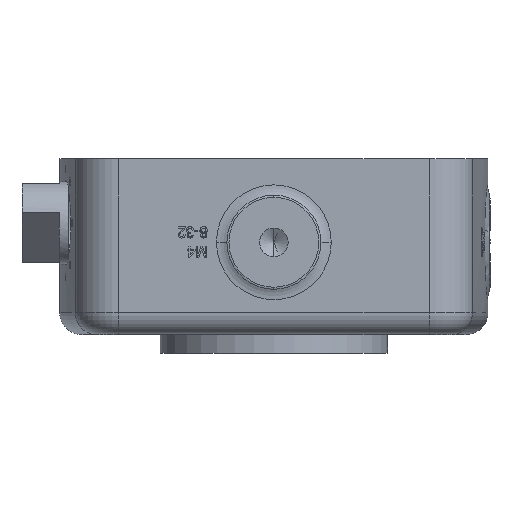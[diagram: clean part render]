
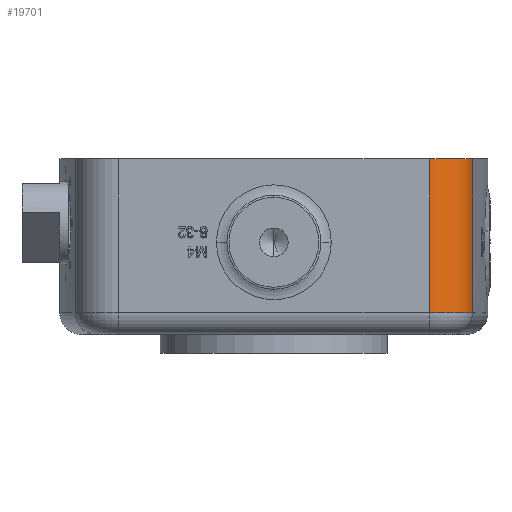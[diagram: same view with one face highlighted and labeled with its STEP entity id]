
A CAD part, front view. The second image highlights one B-rep face of the part: STEP entity #19701.
In plain terms, the highlighted cylindrical face has radius 5.08 mm (diameter 10.16 mm), a partial arc.
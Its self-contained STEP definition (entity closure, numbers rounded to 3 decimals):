
#803 = LINE ( 'NONE', #53533, #91455 ) ;
#7656 = AXIS2_PLACEMENT_3D ( 'NONE', #62027, #106510, #26998 ) ;
#13901 = EDGE_CURVE ( 'NONE', #75617, #76092, #19314, .T. ) ;
#13995 = DIRECTION ( 'NONE',  ( 0., 0., 1. ) ) ;
#17858 = CARTESIAN_POINT ( 'NONE',  ( 22.984, -20.275, -17.45 ) ) ;
#18902 = CARTESIAN_POINT ( 'NONE',  ( 17.955, -24.638, -17.45 ) ) ;
#19314 = CIRCLE ( 'NONE', #85290, 5.08 ) ;
#19617 = CARTESIAN_POINT ( 'NONE',  ( 22.984, -20.275, -19.99 ) ) ;
#19701 = ADVANCED_FACE ( 'NONE', ( #41910 ), #109246, .T. ) ;
#22141 = CARTESIAN_POINT ( 'NONE',  ( 17.955, -19.558, -17.45 ) ) ;
#26998 = DIRECTION ( 'NONE',  ( -1., 0., 0. ) ) ;
#27356 = DIRECTION ( 'NONE',  ( 0., 0., 1. ) ) ;
#30983 = DIRECTION ( 'NONE',  ( -1., 0., 0. ) ) ;
#33870 = CARTESIAN_POINT ( 'NONE',  ( 17.955, -24.638, 0.33 ) ) ;
#36080 = VERTEX_POINT ( 'NONE', #18902 ) ;
#41910 = FACE_OUTER_BOUND ( 'NONE', #74064, .T. ) ;
#43714 = CARTESIAN_POINT ( 'NONE',  ( 22.984, -20.275, 0.33 ) ) ;
#45226 = EDGE_CURVE ( 'NONE', #36080, #75617, #803, .T. ) ;
#46442 = ORIENTED_EDGE ( 'NONE', *, *, #113150, .T. ) ;
#47398 = EDGE_CURVE ( 'NONE', #36080, #80931, #110444, .T. ) ;
#53533 = CARTESIAN_POINT ( 'NONE',  ( 17.955, -24.638, -19.99 ) ) ;
#62027 = CARTESIAN_POINT ( 'NONE',  ( 17.955, -19.558, -19.99 ) ) ;
#64772 = LINE ( 'NONE', #19617, #111432 ) ;
#66635 = CARTESIAN_POINT ( 'NONE',  ( 17.955, -19.558, 0.33 ) ) ;
#72730 = ORIENTED_EDGE ( 'NONE', *, *, #13901, .F. ) ;
#74064 = EDGE_LOOP ( 'NONE', ( #86064, #111629, #46442, #72730 ) ) ;
#75459 = DIRECTION ( 'NONE',  ( -1., 0., 0. ) ) ;
#75617 = VERTEX_POINT ( 'NONE', #33870 ) ;
#76092 = VERTEX_POINT ( 'NONE', #43714 ) ;
#78645 = AXIS2_PLACEMENT_3D ( 'NONE', #22141, #83606, #30983 ) ;
#80931 = VERTEX_POINT ( 'NONE', #17858 ) ;
#81061 = DIRECTION ( 'NONE',  ( 0., 0., 1. ) ) ;
#83606 = DIRECTION ( 'NONE',  ( 0., 0., 1. ) ) ;
#85290 = AXIS2_PLACEMENT_3D ( 'NONE', #66635, #13995, #75459 ) ;
#86064 = ORIENTED_EDGE ( 'NONE', *, *, #45226, .F. ) ;
#91455 = VECTOR ( 'NONE', #27356, 1000. ) ;
#106510 = DIRECTION ( 'NONE',  ( 0., 0., 1. ) ) ;
#109246 = CYLINDRICAL_SURFACE ( 'NONE', #7656, 5.08 ) ;
#110444 = CIRCLE ( 'NONE', #78645, 5.08 ) ;
#111432 = VECTOR ( 'NONE', #81061, 1000. ) ;
#111629 = ORIENTED_EDGE ( 'NONE', *, *, #47398, .T. ) ;
#113150 = EDGE_CURVE ( 'NONE', #80931, #76092, #64772, .T. ) ;
